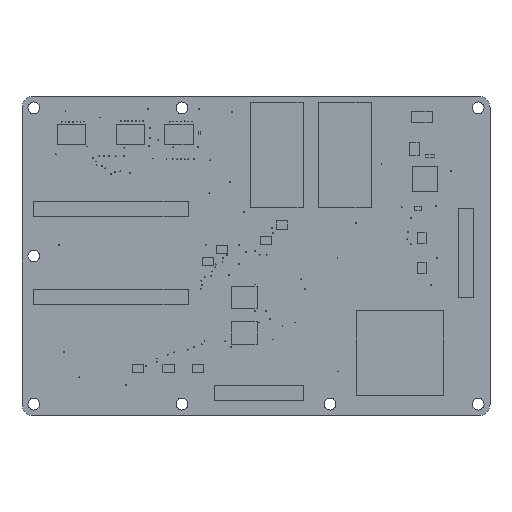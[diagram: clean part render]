
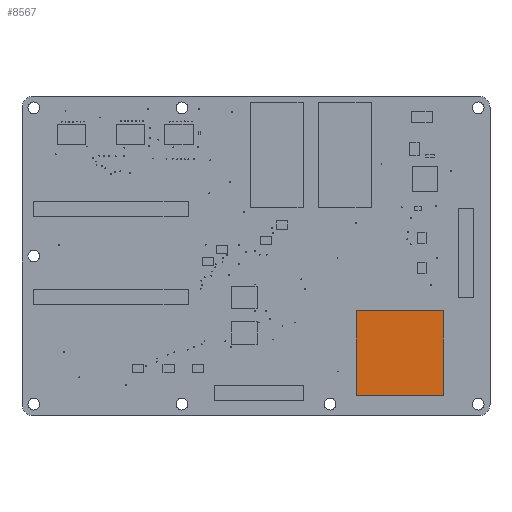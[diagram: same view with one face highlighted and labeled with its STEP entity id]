
A CAD part, top view. The second image highlights one B-rep face of the part: STEP entity #8567.
In plain terms, the highlighted planar face has unit normal (0, 0, 1).
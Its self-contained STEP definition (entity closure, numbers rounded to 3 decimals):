
#836=PLANE('',#9733);
#1219=FACE_OUTER_BOUND('',#2180,.T.);
#2180=EDGE_LOOP('',(#7571,#7572,#7573,#7574));
#2639=LINE('',#14396,#3112);
#2642=LINE('',#14402,#3115);
#2645=LINE('',#14408,#3118);
#2648=LINE('',#14412,#3121);
#3112=VECTOR('',#12171,10.);
#3115=VECTOR('',#12176,10.);
#3118=VECTOR('',#12181,10.);
#3121=VECTOR('',#12186,10.);
#4412=VERTEX_POINT('',#14393);
#4413=VERTEX_POINT('',#14395);
#4415=VERTEX_POINT('',#14401);
#4417=VERTEX_POINT('',#14407);
#5463=EDGE_CURVE('',#4413,#4412,#2639,.T.);
#5466=EDGE_CURVE('',#4415,#4413,#2642,.T.);
#5469=EDGE_CURVE('',#4417,#4415,#2645,.T.);
#5472=EDGE_CURVE('',#4412,#4417,#2648,.T.);
#7571=ORIENTED_EDGE('',*,*,#5472,.T.);
#7572=ORIENTED_EDGE('',*,*,#5469,.T.);
#7573=ORIENTED_EDGE('',*,*,#5466,.T.);
#7574=ORIENTED_EDGE('',*,*,#5463,.T.);
#8567=ADVANCED_FACE('',(#1219),#836,.T.);
#9733=AXIS2_PLACEMENT_3D('',#14413,#12187,#12188);
#12171=DIRECTION('',(-1.,0.,0.));
#12176=DIRECTION('',(0.,1.,0.));
#12181=DIRECTION('',(1.,0.,0.));
#12186=DIRECTION('',(0.,-1.,0.));
#12187=DIRECTION('center_axis',(0.,0.,1.));
#12188=DIRECTION('ref_axis',(1.,0.,0.));
#14393=CARTESIAN_POINT('',(-16.138,16.138,0.1));
#14395=CARTESIAN_POINT('',(13.388,16.138,0.1));
#14396=CARTESIAN_POINT('',(13.388,16.138,0.1));
#14401=CARTESIAN_POINT('',(13.388,-12.488,0.1));
#14402=CARTESIAN_POINT('',(13.388,-12.488,0.1));
#14407=CARTESIAN_POINT('',(-16.138,-12.488,0.1));
#14408=CARTESIAN_POINT('',(-16.138,-12.488,0.1));
#14412=CARTESIAN_POINT('',(-16.138,16.138,0.1));
#14413=CARTESIAN_POINT('Origin',(-1.375,1.825,0.1));
